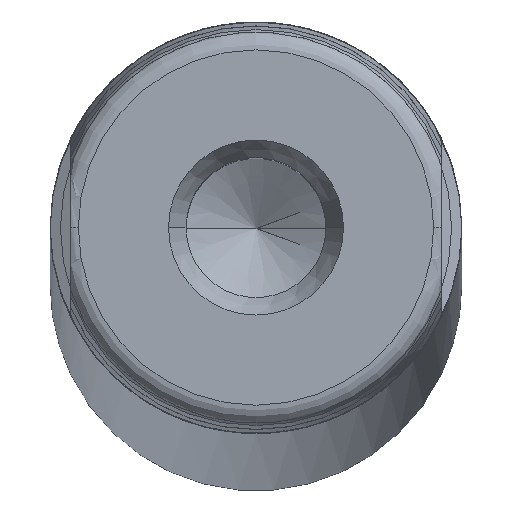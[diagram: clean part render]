
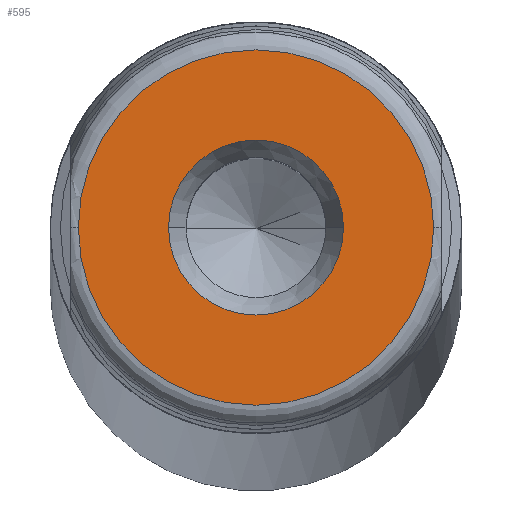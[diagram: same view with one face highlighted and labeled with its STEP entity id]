
A CAD part, top view. The second image highlights one B-rep face of the part: STEP entity #595.
In plain terms, the highlighted planar face has unit normal (0, 0, 1).
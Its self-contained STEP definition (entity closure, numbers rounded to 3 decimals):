
#23 = ORIENTED_EDGE ( 'NONE', *, *, #2104, .T. ) ;
#69 = AXIS2_PLACEMENT_3D ( 'NONE', #642, #1856, #336 ) ;
#112 = DIRECTION ( 'NONE',  ( 0., 0., -1. ) ) ;
#141 = CIRCLE ( 'NONE', #591, 4.25 ) ;
#168 = EDGE_CURVE ( 'NONE', #386, #1236, #141, .T. ) ;
#257 = PLANE ( 'NONE',  #974 ) ;
#336 = DIRECTION ( 'NONE',  ( 1., 0., 0. ) ) ;
#352 = CARTESIAN_POINT ( 'NONE',  ( -8.632, 0., 0. ) ) ;
#369 = EDGE_LOOP ( 'NONE', ( #23, #1958 ) ) ;
#386 = VERTEX_POINT ( 'NONE', #2105 ) ;
#425 = CARTESIAN_POINT ( 'NONE',  ( 0., 0., 0. ) ) ;
#488 = FACE_OUTER_BOUND ( 'NONE', #369, .T. ) ;
#501 = EDGE_CURVE ( 'NONE', #1236, #386, #757, .T. ) ;
#571 = EDGE_LOOP ( 'NONE', ( #1140, #1217 ) ) ;
#591 = AXIS2_PLACEMENT_3D ( 'NONE', #823, #1175, #2009 ) ;
#595 = ADVANCED_FACE ( 'NONE', ( #1267, #488 ), #257, .F. ) ;
#642 = CARTESIAN_POINT ( 'NONE',  ( 0., 0., 0. ) ) ;
#757 = CIRCLE ( 'NONE', #1471, 4.25 ) ;
#823 = CARTESIAN_POINT ( 'NONE',  ( 0., 0., 0. ) ) ;
#974 = AXIS2_PLACEMENT_3D ( 'NONE', #1417, #112, #1780 ) ;
#1084 = EDGE_CURVE ( 'NONE', #1164, #1447, #1953, .T. ) ;
#1140 = ORIENTED_EDGE ( 'NONE', *, *, #168, .F. ) ;
#1164 = VERTEX_POINT ( 'NONE', #352 ) ;
#1175 = DIRECTION ( 'NONE',  ( 0., 0., 1. ) ) ;
#1217 = ORIENTED_EDGE ( 'NONE', *, *, #501, .F. ) ;
#1236 = VERTEX_POINT ( 'NONE', #1360 ) ;
#1267 = FACE_BOUND ( 'NONE', #571, .T. ) ;
#1360 = CARTESIAN_POINT ( 'NONE',  ( -4.25, 0., 0. ) ) ;
#1417 = CARTESIAN_POINT ( 'NONE',  ( 0., 0., 0. ) ) ;
#1420 = DIRECTION ( 'NONE',  ( 0., 0., 1. ) ) ;
#1447 = VERTEX_POINT ( 'NONE', #1683 ) ;
#1462 = AXIS2_PLACEMENT_3D ( 'NONE', #425, #1420, #1752 ) ;
#1463 = CARTESIAN_POINT ( 'NONE',  ( 0., 0., 0. ) ) ;
#1471 = AXIS2_PLACEMENT_3D ( 'NONE', #1463, #1815, #2157 ) ;
#1683 = CARTESIAN_POINT ( 'NONE',  ( 8.632, 0., 0. ) ) ;
#1752 = DIRECTION ( 'NONE',  ( 1., 0., 0. ) ) ;
#1780 = DIRECTION ( 'NONE',  ( -1., 0., 0. ) ) ;
#1815 = DIRECTION ( 'NONE',  ( 0., 0., 1. ) ) ;
#1856 = DIRECTION ( 'NONE',  ( 0., 0., 1. ) ) ;
#1953 = CIRCLE ( 'NONE', #69, 8.632 ) ;
#1958 = ORIENTED_EDGE ( 'NONE', *, *, #1084, .T. ) ;
#2009 = DIRECTION ( 'NONE',  ( 1., 0., 0. ) ) ;
#2046 = CIRCLE ( 'NONE', #1462, 8.632 ) ;
#2104 = EDGE_CURVE ( 'NONE', #1447, #1164, #2046, .T. ) ;
#2105 = CARTESIAN_POINT ( 'NONE',  ( 4.25, 0., 0. ) ) ;
#2157 = DIRECTION ( 'NONE',  ( 1., 0., 0. ) ) ;
